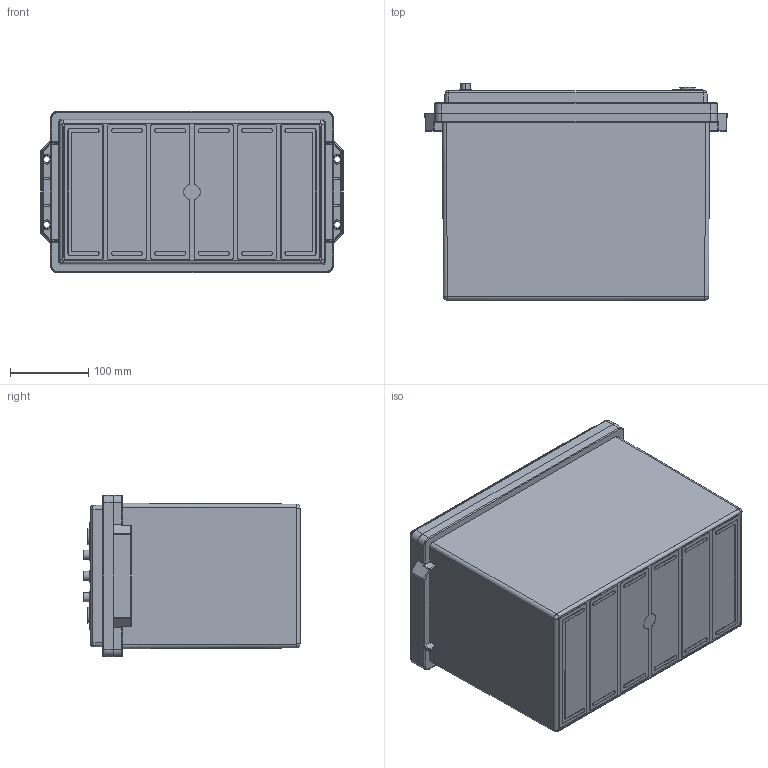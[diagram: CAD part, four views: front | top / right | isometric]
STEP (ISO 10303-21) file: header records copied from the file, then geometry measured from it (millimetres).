
FILE_DESCRIPTION (( 'STEP AP214' ), '1' );
FILE_NAME ('340PACK.STEP', '2025-09-03T11:54:19', ( 'Microsoft' ), ( 'Microsoft' ), 'SwSTEP 2.0', 'SolidWorks 2019', '' );
FILE_SCHEMA (( 'AUTOMOTIVE_DESIGN' ));
Length unit declared in the file: millimetre
Products named in the file (18): A0269蟀蟀諉臏え; 瑤諾脣芛; 12V180LSK-K^12V180蹟佪遴_A0269蹟佪遴; JS^12V180蹟佪遴_A0269蹟佪遴; 12V180LSK-SG^12V180蹟佪遴_A0269蹟佪遴; 340PACK; A0269鍼踢盓殤; 12V180蹟佪遴^A0269蹟佪遴; A0269遠欬啣奻; 踢扽羲壽16mm; A0011-2蟀諉臏え; A0269软铜排（B-）; 0004^12V180蹟佪遴_A0269蹟佪遴; 280砬帠萇郋; A0269鍼踢璃; A0269软铜排（P-）; A0269ﾈ楨ｭﾅﾅ｣ｨB+｣ｩ; 8揹憤諾
Assembly tree (32 placements, depth 3):
  340PACK
    12V180蹟佪遴^A0269蹟佪遴
      12V180LSK-SG^12V180蹟佪遴_A0269蹟佪遴
      12V180LSK-K^12V180蹟佪遴_A0269蹟佪遴
      0004^12V180蹟佪遴_A0269蹟佪遴  x2
      JS^12V180蹟佪遴_A0269蹟佪遴
    280砬帠萇郋  x4
    A0011-2蟀諉臏え  x8
    A0269鍼踢璃
    A0269ﾈ楨ｭﾅﾅ｣ｨB+｣ｩ
    瑤諾脣芛  x3
    踢扽羲壽16mm
    A0269鍼踢盓殤
    8揹憤諾
    A0269软铜排（B-）
    A0269软铜排（P-）
    A0269遠欬啣奻
    A0269蟀蟀諉臏え  x3
Bounding box: 386.48 x 278.51 x 206.28 mm (x, y, z)
Volume: 12460831.2 mm3; surface area: 2047923.1 mm2
Topology: 32 solids, 32 shells, 3027 faces, 7565 edges, 4821 vertices
Faces by surface type: plane 1554, cylinder 946, bspline 200, cone 173, torus 118, sphere 36
Entity records: 96161 total; most frequent: CARTESIAN_POINT 38918, ORIENTED_EDGE 11502, DIRECTION 10022, EDGE_CURVE 5751, VERTEX_POINT 3685, VECTOR 3516, LINE 3516, AXIS2_PLACEMENT_3D 3253
